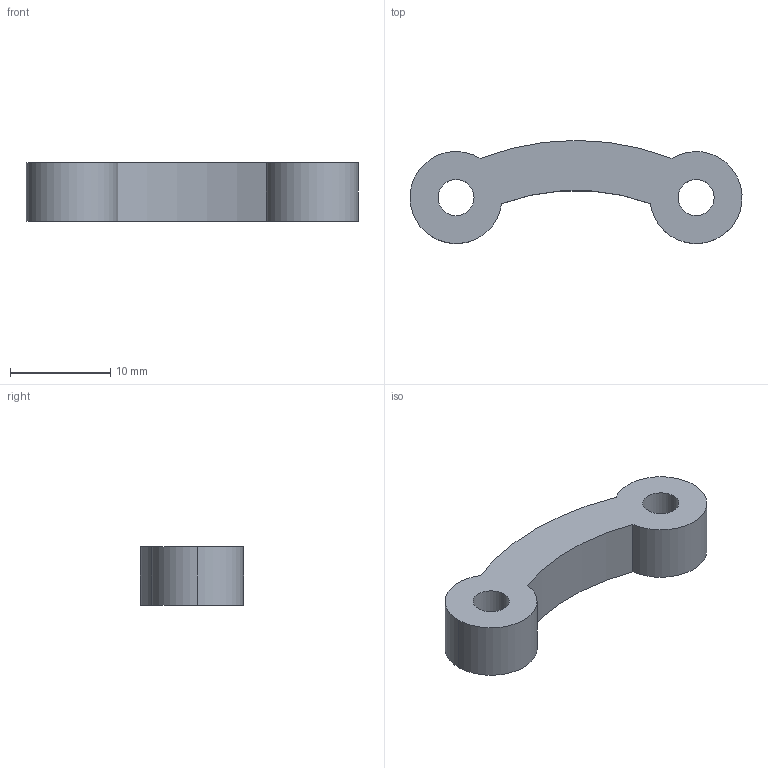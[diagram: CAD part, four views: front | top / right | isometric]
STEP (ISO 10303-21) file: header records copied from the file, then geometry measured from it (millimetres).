
FILE_DESCRIPTION(('HOOPS Exchange Step'),'2;1');
FILE_NAME('temp_export','2022-02-11T23:24:07+18:00',('mobile'),('Shapr3D Limited'),'HOOPS Exchange 2021.2','Shapr3D','Authorized');
FILE_SCHEMA( ('AP203_CONFIGURATION_CONTROLLED_3D_DESIGN_OF_MECHANICAL_PARTS_AND_ASSEMBLIES_MIM_LF') );
Length unit declared in the file: millimetre
Products named in the file (2): Connectors; C8A0AF3D-6EAE-4A53-AC04-4D01030BE42A.tmp
Assembly tree (1 placements, depth 2):
  C8A0AF3D-6EAE-4A53-AC04-4D01030BE42A.tmp
    Connectors
Bounding box: 33.19 x 10.31 x 5.8 mm (x, y, z)
Volume: 1128.6 mm3; surface area: 996.1 mm2
Topology: 1 solids, 1 shells, 9 faces, 25 edges, 18 vertices
Faces by surface type: cylinder 7, plane 2
Full cylindrical faces by diameter (mm): 3.6 x2
Entity records: 360 total; most frequent: DIRECTION 65, CARTESIAN_POINT 54, ORIENTED_EDGE 50, AXIS2_PLACEMENT_3D 29, EDGE_CURVE 25, VERTEX_POINT 18, CIRCLE 18, EDGE_LOOP 13
